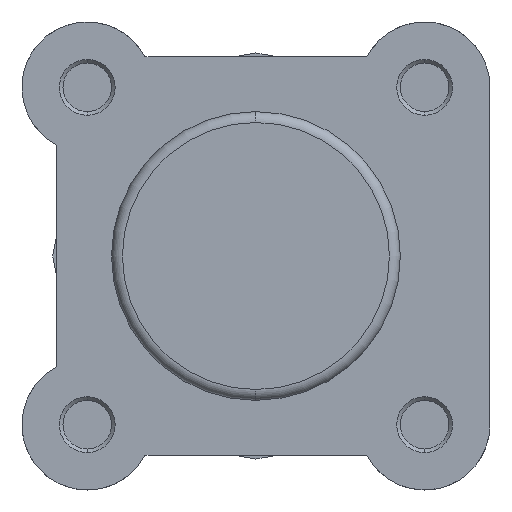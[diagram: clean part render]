
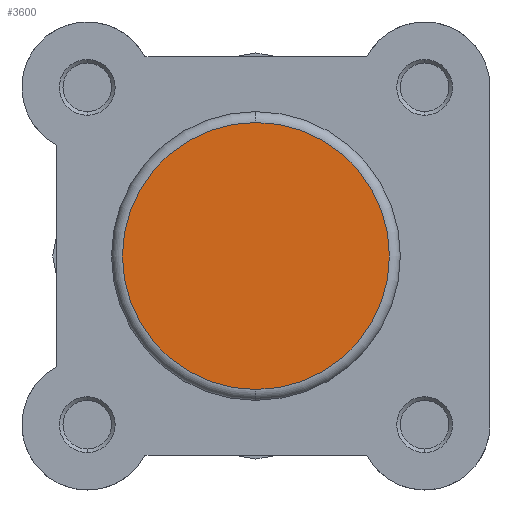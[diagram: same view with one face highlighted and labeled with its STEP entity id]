
A CAD part, left-side view. The second image highlights one B-rep face of the part: STEP entity #3600.
In plain terms, the highlighted planar face has unit normal (-1, 0, 0).
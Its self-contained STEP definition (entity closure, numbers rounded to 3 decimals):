
#161 = ORIENTED_EDGE ( 'NONE', *, *, #2089, .T. ) ;
#162 = ORIENTED_EDGE ( 'NONE', *, *, #2144, .T. ) ;
#640 = EDGE_LOOP ( 'NONE', ( #162, #161 ) ) ;
#1132 = CIRCLE ( 'NONE', #1257, 18.4 ) ;
#1257 = AXIS2_PLACEMENT_3D ( 'NONE', #3037, #3038, #3039 ) ;
#1388 = AXIS2_PLACEMENT_3D ( 'NONE', #4821, #4833, #4834 ) ;
#1558 = AXIS2_PLACEMENT_3D ( 'NONE', #3173, #3180, #3181 ) ;
#2089 = EDGE_CURVE ( 'NONE', #2467, #2456, #1132, .T. ) ;
#2144 = EDGE_CURVE ( 'NONE', #2456, #2467, #5820, .T. ) ;
#2456 = VERTEX_POINT ( 'NONE', #4492 ) ;
#2467 = VERTEX_POINT ( 'NONE', #4503 ) ;
#3037 = CARTESIAN_POINT ( 'NONE',  ( 0., 0., 0. ) ) ;
#3038 = DIRECTION ( 'NONE',  ( -1., 0., 0. ) ) ;
#3039 = DIRECTION ( 'NONE',  ( 0., 0., -1. ) ) ;
#3173 = CARTESIAN_POINT ( 'NONE',  ( 0., 0., 0. ) ) ;
#3180 = DIRECTION ( 'NONE',  ( -1., 0., 0. ) ) ;
#3181 = DIRECTION ( 'NONE',  ( 0., 0., -1. ) ) ;
#3600 = ADVANCED_FACE ( 'NONE', ( #3835 ), #4826, .F. ) ;
#3835 = FACE_OUTER_BOUND ( 'NONE', #640, .T. ) ;
#4492 = CARTESIAN_POINT ( 'NONE',  ( 0., 0., -18.4 ) ) ;
#4503 = CARTESIAN_POINT ( 'NONE',  ( 0., 0., 18.4 ) ) ;
#4821 = CARTESIAN_POINT ( 'NONE',  ( 0., 0., 0. ) ) ;
#4826 = PLANE ( 'NONE',  #1388 ) ;
#4833 = DIRECTION ( 'NONE',  ( 1., 0., 0. ) ) ;
#4834 = DIRECTION ( 'NONE',  ( 0., 0., -1. ) ) ;
#5820 = CIRCLE ( 'NONE', #1558, 18.4 ) ;
